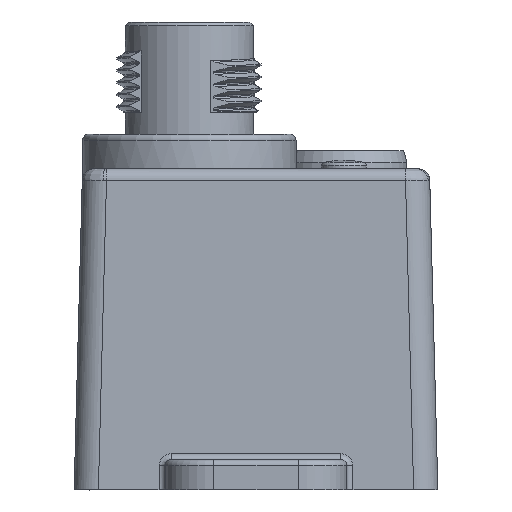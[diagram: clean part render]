
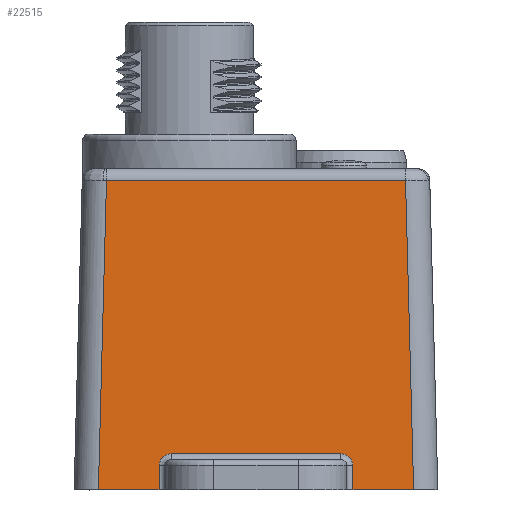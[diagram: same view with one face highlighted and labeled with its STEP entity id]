
A CAD part, front view. The second image highlights one B-rep face of the part: STEP entity #22515.
In plain terms, the highlighted planar face has unit normal (0, -1, 0.026).
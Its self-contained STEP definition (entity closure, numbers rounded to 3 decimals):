
#38=DIRECTION('',(0.,0.026,1.));
#39=VECTOR('',#38,1.988);
#40=CARTESIAN_POINT('',(39.545,-383.644,-8.6));
#41=LINE('',#40,#39);
#194=CARTESIAN_POINT('',(39.545,-383.644,-8.6));
#2670=DIRECTION('',(1.,0.,0.));
#2671=VECTOR('',#2670,24.665);
#2672=CARTESIAN_POINT('',(19.213,-382.976,16.926));
#2673=LINE('',#2672,#2671);
#2699=CARTESIAN_POINT('',(23.545,-383.592,-6.613));
#2700=CARTESIAN_POINT('',(23.545,-383.59,
-6.548));
#2701=CARTESIAN_POINT('',(23.56,-383.587,
-6.418));
#2702=CARTESIAN_POINT('',(23.622,-383.582,
-6.234));
#2703=CARTESIAN_POINT('',(23.719,-383.578,
-6.063));
#2704=CARTESIAN_POINT('',(23.845,-383.574,
-5.913));
#2705=CARTESIAN_POINT('',(23.995,-383.57,
-5.787));
#2706=CARTESIAN_POINT('',(24.166,-383.568,
-5.69));
#2707=CARTESIAN_POINT('',(24.35,-383.566,
-5.628));
#2708=CARTESIAN_POINT('',(24.48,-383.566,
-5.613));
#2709=CARTESIAN_POINT('',(24.545,-383.566,
-5.613));
#2714=DIRECTION('',(1.,0.,0.));
#2715=VECTOR('',#2714,5.001);
#2716=CARTESIAN_POINT('',(18.545,-383.644,-8.6));
#2717=LINE('',#2716,#2715);
#2721=DIRECTION('',(-0.026,-0.026,-0.999));
#2722=VECTOR('',#2721,25.544);
#2723=CARTESIAN_POINT('',(19.213,-382.976,16.926));
#2724=LINE('',#2723,#2722);
#2728=DIRECTION('',(-0.026,0.026,0.999));
#2729=VECTOR('',#2728,25.544);
#2730=CARTESIAN_POINT('',(44.546,-383.644,
-8.6));
#2731=LINE('',#2730,#2729);
#2735=DIRECTION('',(1.,0.,0.));
#2736=VECTOR('',#2735,5.001);
#2737=CARTESIAN_POINT('',(39.545,-383.644,-8.6));
#2738=LINE('',#2737,#2736);
#2742=CARTESIAN_POINT('',(38.545,-383.566,
-5.613));
#2743=CARTESIAN_POINT('',(38.611,-383.566,
-5.613));
#2744=CARTESIAN_POINT('',(38.74,-383.566,
-5.628));
#2745=CARTESIAN_POINT('',(38.925,-383.568,
-5.69));
#2746=CARTESIAN_POINT('',(39.095,-383.57,
-5.787));
#2747=CARTESIAN_POINT('',(39.246,-383.574,
-5.913));
#2748=CARTESIAN_POINT('',(39.372,-383.578,
-6.063));
#2749=CARTESIAN_POINT('',(39.468,-383.582,
-6.234));
#2750=CARTESIAN_POINT('',(39.53,-383.587,
-6.418));
#2751=CARTESIAN_POINT('',(39.545,-383.59,
-6.548));
#2752=CARTESIAN_POINT('',(39.545,-383.592,-6.613));
#2773=DIRECTION('',(-1.,0.,0.));
#2774=VECTOR('',#2773,14.);
#2775=CARTESIAN_POINT('',(38.545,-383.566,
-5.613));
#2776=LINE('',#2775,#2774);
#2951=DIRECTION('',(0.,-0.026,-1.));
#2952=VECTOR('',#2951,1.988);
#2953=CARTESIAN_POINT('',(23.545,-383.592,-6.613));
#2954=LINE('',#2953,#2952);
#3090=CARTESIAN_POINT('',(18.545,-383.644,-8.6));
#16662=VERTEX_POINT('',#3090);
#16663=CARTESIAN_POINT('',(23.545,-383.644,-8.6));
#16664=VERTEX_POINT('',#16663);
#16676=VERTEX_POINT('',#194);
#16677=CARTESIAN_POINT('',(44.546,-383.644,
-8.6));
#16678=VERTEX_POINT('',#16677);
#17489=CARTESIAN_POINT('',(23.545,-383.592,-6.613));
#17490=VERTEX_POINT('',#17489);
#17492=CARTESIAN_POINT('',(39.545,-383.592,-6.613));
#17494=VERTEX_POINT('',#17492);
#17495=CARTESIAN_POINT('',(38.545,-383.566,-5.613));
#17496=VERTEX_POINT('',#17495);
#17499=CARTESIAN_POINT('',(24.545,-383.566,-5.613));
#17500=VERTEX_POINT('',#17499);
#17501=CARTESIAN_POINT('',(19.213,-382.976,
16.926));
#17502=VERTEX_POINT('',#17501);
#17503=CARTESIAN_POINT('',(43.877,-382.976,
16.926));
#17504=VERTEX_POINT('',#17503);
#22493=CARTESIAN_POINT('',(42.295,-383.707,-10.994));
#22494=DIRECTION('',(0.,-1.,0.026));
#22495=DIRECTION('',(-1.,0.,0.));
#22496=AXIS2_PLACEMENT_3D('',#22493,#22494,#22495);
#22497=PLANE('',#22496);
#22499=ORIENTED_EDGE('',*,*,#22498,.F.);
#22501=ORIENTED_EDGE('',*,*,#22500,.T.);
#22502=ORIENTED_EDGE('',*,*,#18468,.F.);
#22504=ORIENTED_EDGE('',*,*,#22503,.F.);
#22505=ORIENTED_EDGE('',*,*,#22485,.T.);
#22506=ORIENTED_EDGE('',*,*,#21337,.F.);
#22507=ORIENTED_EDGE('',*,*,#18482,.F.);
#22508=ORIENTED_EDGE('',*,*,#18389,.T.);
#22510=ORIENTED_EDGE('',*,*,#22509,.F.);
#22512=ORIENTED_EDGE('',*,*,#22511,.T.);
#22513=EDGE_LOOP('',(#22499,#22501,#22502,#22504,#22505,#22506,#22507,#22508,
#22510,#22512));
#22514=FACE_OUTER_BOUND('',#22513,.F.);
#22515=ADVANCED_FACE('',(#22514),#22497,.T.);
#2710=B_SPLINE_CURVE_WITH_KNOTS('',3,(#2699,#2700,#2701,#2702,#2703,#2704,#2705,
#2706,#2707,#2708,#2709),.UNSPECIFIED.,.F.,.F.,(4,1,1,1,1,1,1,1,4),(0.,
0.125,0.25,0.375,0.5,
0.625,0.75,0.875,1.),.UNSPECIFIED.);
#2753=B_SPLINE_CURVE_WITH_KNOTS('',3,(#2742,#2743,#2744,#2745,#2746,#2747,#2748,
#2749,#2750,#2751,#2752),.UNSPECIFIED.,.F.,.F.,(4,1,1,1,1,1,1,1,4),(0.,
0.125,0.25,0.375,0.5,
0.625,0.75,0.875,1.),.UNSPECIFIED.);
#18389=EDGE_CURVE('',#16676,#17494,#41,.T.);
#18468=EDGE_CURVE('',#16662,#16664,#2717,.T.);
#18482=EDGE_CURVE('',#16676,#16678,#2738,.T.);
#21337=EDGE_CURVE('',#16678,#17504,#2731,.T.);
#22485=EDGE_CURVE('',#17502,#17504,#2673,.T.);
#22498=EDGE_CURVE('',#17490,#17500,#2710,.T.);
#22500=EDGE_CURVE('',#17490,#16664,#2954,.T.);
#22503=EDGE_CURVE('',#17502,#16662,#2724,.T.);
#22509=EDGE_CURVE('',#17496,#17494,#2753,.T.);
#22511=EDGE_CURVE('',#17496,#17500,#2776,.T.);
